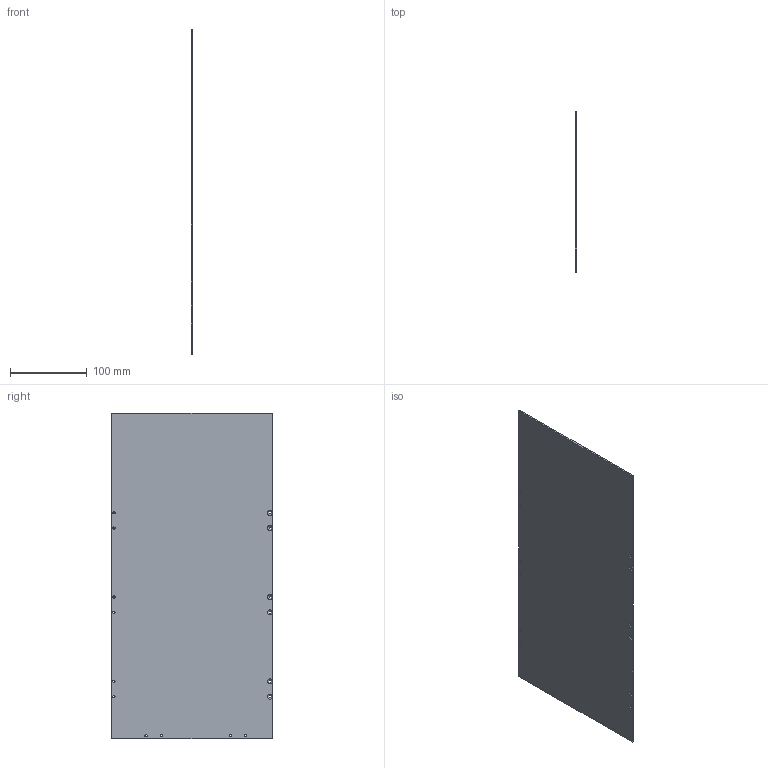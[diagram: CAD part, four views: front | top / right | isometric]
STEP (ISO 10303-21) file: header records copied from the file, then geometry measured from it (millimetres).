
FILE_DESCRIPTION (( 'STEP AP214' ), '1' );
FILE_NAME ('【1】425长板.step', '2024-04-30T16:49:57', ( '' ), ( '' ), 'SwSTEP 2.0', 'SolidWorks 2023', '' );
FILE_SCHEMA (( 'AUTOMOTIVE_DESIGN' ));
Length unit declared in the file: millimetre
Products named in the file (1): 【1】425长板
Bounding box: 2 x 210 x 425 mm (x, y, z)
Volume: 178133.2 mm3; surface area: 181059.4 mm2
Topology: 1 solids, 1 shells, 50 faces, 150 edges, 96 vertices
Faces by surface type: cylinder 32, cone 12, plane 6
Entity records: 1849 total; most frequent: CARTESIAN_POINT 351, DIRECTION 328, ORIENTED_EDGE 300, EDGE_CURVE 150, AXIS2_PLACEMENT_3D 133, VERTEX_POINT 96, CIRCLE 82, EDGE_LOOP 76
